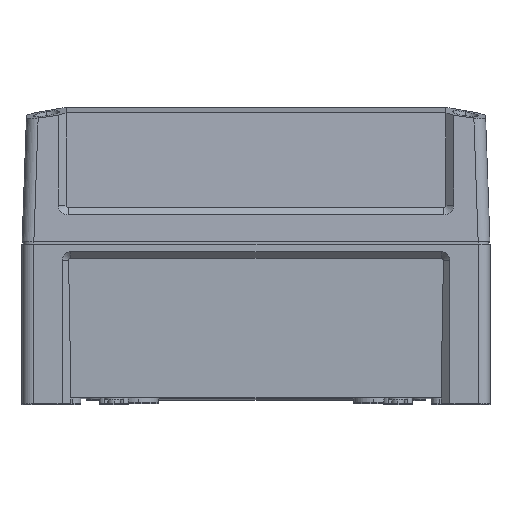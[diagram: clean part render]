
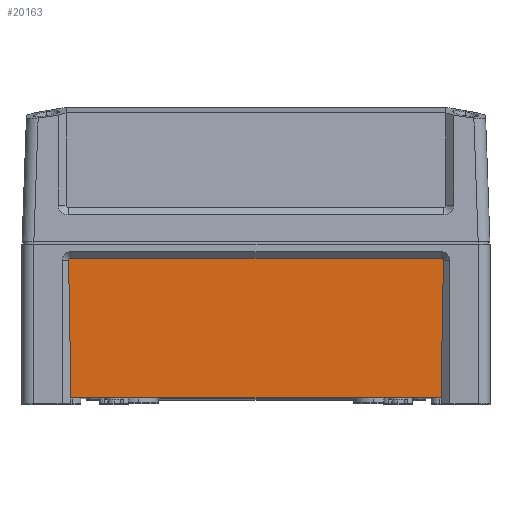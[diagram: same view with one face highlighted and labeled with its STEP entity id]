
A CAD part, top view. The second image highlights one B-rep face of the part: STEP entity #20163.
In plain terms, the highlighted planar face has unit normal (0, -0.018, 1).
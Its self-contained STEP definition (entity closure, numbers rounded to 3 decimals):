
#39 = CARTESIAN_POINT ( 'NONE',  ( -95.705, -8.3, 141.155 ) ) ;
#1108 = VECTOR ( 'NONE', #33246, 1000. ) ;
#4015 = DIRECTION ( 'NONE',  ( 0., -0.017, 1. ) ) ;
#4198 = CARTESIAN_POINT ( 'NONE',  ( -119.5, 0., 141.3 ) ) ;
#4604 =( BOUNDED_CURVE ( )  B_SPLINE_CURVE ( 3, ( #39, #11552, #34590, #6063 ),
 .UNSPECIFIED., .F., .T. ) 
 B_SPLINE_CURVE_WITH_KNOTS ( ( 4, 4 ),
 ( 4.695, 6.283 ),
 .UNSPECIFIED. ) 
 CURVE ( )  GEOMETRIC_REPRESENTATION_ITEM ( )  RATIONAL_B_SPLINE_CURVE ( ( 1., 0.801, 0.801, 1. ) ) 
 REPRESENTATION_ITEM ( '' )  );
#4755 = LINE ( 'NONE', #16453, #24038 ) ;
#5015 = DIRECTION ( 'NONE',  ( -0.017, -1., -0.017 ) ) ;
#5129 = ORIENTED_EDGE ( 'NONE', *, *, #19808, .F. ) ;
#6019 = EDGE_LOOP ( 'NONE', ( #35074, #15661, #14229, #7363, #5129, #7399 ) ) ;
#6048 = VERTEX_POINT ( 'NONE', #27354 ) ;
#6063 = CARTESIAN_POINT ( 'NONE',  ( -94.55, -7.124, 141.176 ) ) ;
#6554 = EDGE_CURVE ( 'NONE', #26090, #6048, #16909, .T. ) ;
#7363 = ORIENTED_EDGE ( 'NONE', *, *, #12493, .F. ) ;
#7399 = ORIENTED_EDGE ( 'NONE', *, *, #16074, .T. ) ;
#7655 = CARTESIAN_POINT ( 'NONE',  ( 95.707, -8.183, 141.157 ) ) ;
#9844 = VERTEX_POINT ( 'NONE', #32739 ) ;
#10135 = CARTESIAN_POINT ( 'NONE',  ( 95.705, -8.3, 141.155 ) ) ;
#10165 = CARTESIAN_POINT ( 'NONE',  ( 95.236, -7.124, 141.176 ) ) ;
#11552 = CARTESIAN_POINT ( 'NONE',  ( -95.717, -7.614, 141.167 ) ) ;
#11625 = VECTOR ( 'NONE', #22355, 1000. ) ;
#12082 =( BOUNDED_CURVE ( )  B_SPLINE_CURVE ( 3, ( #35284, #10165, #18088, #12430 ),
 .UNSPECIFIED., .F., .T. ) 
 B_SPLINE_CURVE_WITH_KNOTS ( ( 4, 4 ),
 ( 0., 1.588 ),
 .UNSPECIFIED. ) 
 CURVE ( )  GEOMETRIC_REPRESENTATION_ITEM ( )  RATIONAL_B_SPLINE_CURVE ( ( 1., 0.801, 0.801, 1. ) ) 
 REPRESENTATION_ITEM ( '' )  );
#12430 = CARTESIAN_POINT ( 'NONE',  ( 95.705, -8.3, 141.155 ) ) ;
#12493 = EDGE_CURVE ( 'NONE', #9844, #21164, #4755, .T. ) ;
#13896 = CARTESIAN_POINT ( 'NONE',  ( -95.705, -8.3, 141.155 ) ) ;
#14229 = ORIENTED_EDGE ( 'NONE', *, *, #28170, .F. ) ;
#15328 = FACE_OUTER_BOUND ( 'NONE', #6019, .T. ) ;
#15661 = ORIENTED_EDGE ( 'NONE', *, *, #6554, .F. ) ;
#16074 = EDGE_CURVE ( 'NONE', #17019, #16865, #33861, .T. ) ;
#16453 = CARTESIAN_POINT ( 'NONE',  ( -94.55, -7.124, 141.176 ) ) ;
#16865 = VERTEX_POINT ( 'NONE', #21734 ) ;
#16909 = LINE ( 'NONE', #7655, #18158 ) ;
#17019 = VERTEX_POINT ( 'NONE', #13896 ) ;
#18088 = CARTESIAN_POINT ( 'NONE',  ( 95.717, -7.614, 141.167 ) ) ;
#18158 = VECTOR ( 'NONE', #5015, 1000. ) ;
#19808 = EDGE_CURVE ( 'NONE', #17019, #9844, #4604, .T. ) ;
#20163 = ADVANCED_FACE ( 'NONE', ( #15328 ), #32522, .T. ) ;
#21164 = VERTEX_POINT ( 'NONE', #22735 ) ;
#21500 = AXIS2_PLACEMENT_3D ( 'NONE', #4198, #4015, #24210 ) ;
#21734 = CARTESIAN_POINT ( 'NONE',  ( -94.482, -78.4, 139.932 ) ) ;
#22355 = DIRECTION ( 'NONE',  ( 0.017, -1., -0.017 ) ) ;
#22735 = CARTESIAN_POINT ( 'NONE',  ( 94.55, -7.124, 141.176 ) ) ;
#24038 = VECTOR ( 'NONE', #36277, 1000. ) ;
#24210 = DIRECTION ( 'NONE',  ( 0., -1., -0.017 ) ) ;
#26090 = VERTEX_POINT ( 'NONE', #10135 ) ;
#27354 = CARTESIAN_POINT ( 'NONE',  ( 94.482, -78.4, 139.932 ) ) ;
#28170 = EDGE_CURVE ( 'NONE', #21164, #26090, #12082, .T. ) ;
#30417 = LINE ( 'NONE', #35514, #1108 ) ;
#31546 = EDGE_CURVE ( 'NONE', #16865, #6048, #30417, .T. ) ;
#32522 = PLANE ( 'NONE',  #21500 ) ;
#32739 = CARTESIAN_POINT ( 'NONE',  ( -94.55, -7.124, 141.176 ) ) ;
#33246 = DIRECTION ( 'NONE',  ( 1., 0., 0. ) ) ;
#33688 = CARTESIAN_POINT ( 'NONE',  ( -95.707, -8.183, 141.157 ) ) ;
#33861 = LINE ( 'NONE', #33688, #11625 ) ;
#34590 = CARTESIAN_POINT ( 'NONE',  ( -95.236, -7.124, 141.176 ) ) ;
#35074 = ORIENTED_EDGE ( 'NONE', *, *, #31546, .T. ) ;
#35284 = CARTESIAN_POINT ( 'NONE',  ( 94.55, -7.124, 141.176 ) ) ;
#35514 = CARTESIAN_POINT ( 'NONE',  ( -119.5, -78.4, 139.932 ) ) ;
#36277 = DIRECTION ( 'NONE',  ( 1., 0., 0. ) ) ;
